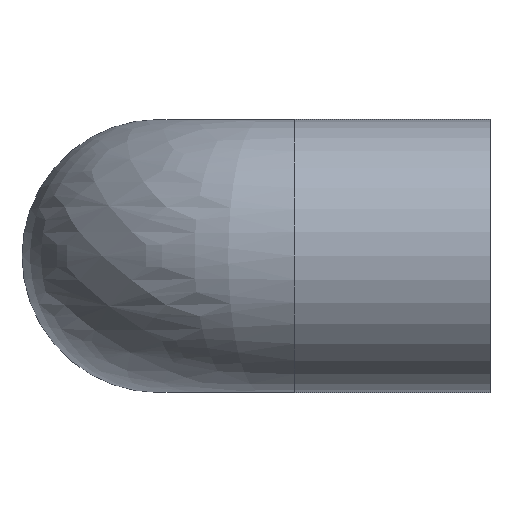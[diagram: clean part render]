
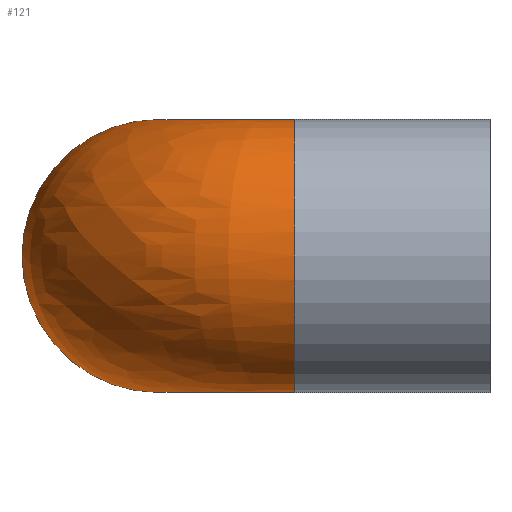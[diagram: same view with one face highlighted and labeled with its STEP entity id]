
A CAD part, left-side view. The second image highlights one B-rep face of the part: STEP entity #121.
In plain terms, the highlighted free-form (B-spline) face has degree [2, 2] with [9, 3] control points.
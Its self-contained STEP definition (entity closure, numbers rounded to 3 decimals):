
#15=(
BOUNDED_SURFACE()
B_SPLINE_SURFACE(2,2,((#230,#231,#232),(#233,#234,#235),(#236,#237,#238),
(#239,#240,#241),(#242,#243,#244),(#245,#246,#247),(#248,#249,#250),(#251,
#252,#253),(#254,#255,#256)),.UNSPECIFIED.,.T.,.F.,.F.)
B_SPLINE_SURFACE_WITH_KNOTS((3,2,2,2,3),(3,3),(-3.142,-1.571,
0.,1.571,3.142),(0.,1.571),.UNSPECIFIED.)
GEOMETRIC_REPRESENTATION_ITEM()
RATIONAL_B_SPLINE_SURFACE(((1.,0.707,1.),(0.707,
0.5,0.707),(1.,0.707,1.),(0.707,0.5,
0.707),(1.,0.707,1.),(0.707,0.5,0.707),
(1.,0.707,1.),(0.707,0.5,0.707),(1.,
0.707,1.)))
REPRESENTATION_ITEM('')
SURFACE()
);
#26=FACE_OUTER_BOUND('',#35,.T.);
#35=EDGE_LOOP('',(#104,#105));
#55=CIRCLE('',#156,140.);
#56=CIRCLE('',#158,140.);
#65=VERTEX_POINT('',#226);
#78=EDGE_CURVE('',#65,#65,#55,.T.);
#79=EDGE_CURVE('',#65,#65,#56,.T.);
#104=ORIENTED_EDGE('',*,*,#79,.T.);
#105=ORIENTED_EDGE('',*,*,#78,.F.);
#121=ADVANCED_FACE('',(#26),#15,.F.);
#156=AXIS2_PLACEMENT_3D('',#228,#191,#192);
#158=AXIS2_PLACEMENT_3D('',#257,#195,#196);
#191=DIRECTION('center_axis',(1.,0.,0.));
#192=DIRECTION('ref_axis',(0.,1.,0.));
#195=DIRECTION('center_axis',(0.,1.,0.));
#196=DIRECTION('ref_axis',(-1.,0.,0.));
#226=CARTESIAN_POINT('',(140.,200.,0.));
#228=CARTESIAN_POINT('Origin',(140.,340.,0.));
#230=CARTESIAN_POINT('Ctrl Pts',(140.,200.,0.));
#231=CARTESIAN_POINT('Ctrl Pts',(140.,200.,0.));
#232=CARTESIAN_POINT('Ctrl Pts',(140.,200.,0.));
#233=CARTESIAN_POINT('Ctrl Pts',(140.,200.,140.));
#234=CARTESIAN_POINT('Ctrl Pts',(140.,200.,140.));
#235=CARTESIAN_POINT('Ctrl Pts',(140.,200.,140.));
#236=CARTESIAN_POINT('Ctrl Pts',(0.,200.,140.));
#237=CARTESIAN_POINT('Ctrl Pts',(0.,340.,140.));
#238=CARTESIAN_POINT('Ctrl Pts',(140.,340.,140.));
#239=CARTESIAN_POINT('Ctrl Pts',(-140.,200.,140.));
#240=CARTESIAN_POINT('Ctrl Pts',(-140.,480.,140.));
#241=CARTESIAN_POINT('Ctrl Pts',(140.,480.,140.));
#242=CARTESIAN_POINT('Ctrl Pts',(-140.,200.,0.));
#243=CARTESIAN_POINT('Ctrl Pts',(-140.,480.,0.));
#244=CARTESIAN_POINT('Ctrl Pts',(140.,480.,0.));
#245=CARTESIAN_POINT('Ctrl Pts',(-140.,200.,-140.));
#246=CARTESIAN_POINT('Ctrl Pts',(-140.,480.,-140.));
#247=CARTESIAN_POINT('Ctrl Pts',(140.,480.,-140.));
#248=CARTESIAN_POINT('Ctrl Pts',(0.,200.,-140.));
#249=CARTESIAN_POINT('Ctrl Pts',(0.,340.,-140.));
#250=CARTESIAN_POINT('Ctrl Pts',(140.,340.,-140.));
#251=CARTESIAN_POINT('Ctrl Pts',(140.,200.,-140.));
#252=CARTESIAN_POINT('Ctrl Pts',(140.,200.,-140.));
#253=CARTESIAN_POINT('Ctrl Pts',(140.,200.,-140.));
#254=CARTESIAN_POINT('Ctrl Pts',(140.,200.,0.));
#255=CARTESIAN_POINT('Ctrl Pts',(140.,200.,0.));
#256=CARTESIAN_POINT('Ctrl Pts',(140.,200.,0.));
#257=CARTESIAN_POINT('Origin',(0.,200.,0.));
